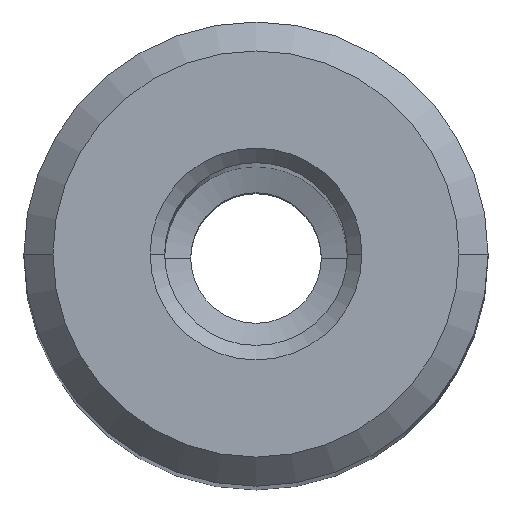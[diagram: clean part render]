
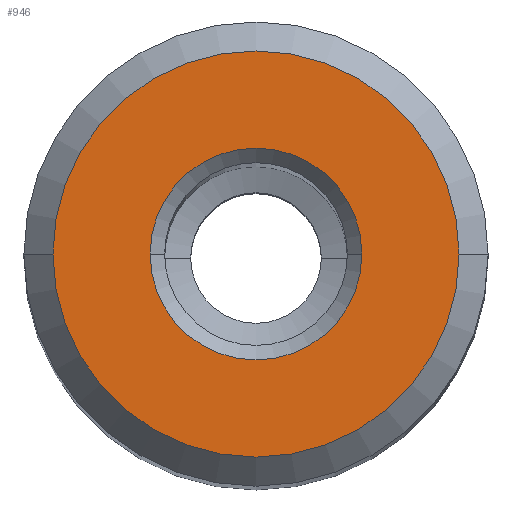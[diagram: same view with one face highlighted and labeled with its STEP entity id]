
A CAD part, top view. The second image highlights one B-rep face of the part: STEP entity #946.
In plain terms, the highlighted planar face has unit normal (0, 0, 1).
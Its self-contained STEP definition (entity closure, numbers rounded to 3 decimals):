
#474=EDGE_CURVE('NONE',#496,#992,#1169,.T.);
#496=VERTEX_POINT('NONE',#1194);
#540=VERTEX_POINT('NONE',#1242);
#578=VERTEX_POINT('NONE',#1284);
#650=EDGE_CURVE('NONE',#578,#540,#1365,.T.);
#722=EDGE_CURVE('NONE',#540,#578,#1443,.T.);
#864=EDGE_CURVE('NONE',#992,#496,#1607,.T.);
#946=ADVANCED_FACE('NONE',(#1699,#1700),#1701,.T.);
#992=VERTEX_POINT('NONE',#1752);
#1169=CIRCLE('',#2000,7.);
#1194=CARTESIAN_POINT('',(-7.,0.0,100.0));
#1242=CARTESIAN_POINT('',(-3.65,0.,100.0));
#1284=CARTESIAN_POINT('',(3.65,0.0,100.0));
#1365=CIRCLE('',#2363,3.65);
#1443=CIRCLE('',#2550,3.65);
#1607=CIRCLE('',#2775,7.);
#1699=FACE_OUTER_BOUND('',#2903,.T.);
#1700=FACE_BOUND('',#2904,.T.);
#1701=PLANE('',#2905);
#1752=CARTESIAN_POINT('',(7.,0.,100.0));
#2000=AXIS2_PLACEMENT_3D('',#3160,#3161,#3162);
#2363=AXIS2_PLACEMENT_3D('',#3390,#3391,#3392);
#2550=AXIS2_PLACEMENT_3D('',#3470,#3471,#3472);
#2775=AXIS2_PLACEMENT_3D('',#3682,#3683,#3684);
#2903=EDGE_LOOP('',(#3793,#3794));
#2904=EDGE_LOOP('',(#3795,#3796));
#2905=AXIS2_PLACEMENT_3D('',#3797,#3798,#3799);
#3160=CARTESIAN_POINT('',(0.0,0.0,100.0));
#3161=DIRECTION('',(0.0,0.0,1.0));
#3162=DIRECTION('',(1.0,0.0,0.0));
#3390=CARTESIAN_POINT('',(0.0,0.0,100.0));
#3391=DIRECTION('',(0.0,0.0,-1.0));
#3392=DIRECTION('',(1.0,0.0,0.0));
#3470=CARTESIAN_POINT('',(0.0,0.0,100.0));
#3471=DIRECTION('',(0.0,0.0,-1.0));
#3472=DIRECTION('',(1.0,0.0,0.0));
#3682=CARTESIAN_POINT('',(0.0,0.0,100.0));
#3683=DIRECTION('',(0.0,0.0,1.0));
#3684=DIRECTION('',(1.0,0.0,0.0));
#3793=ORIENTED_EDGE('',*,*,#474,.T.);
#3794=ORIENTED_EDGE('',*,*,#864,.T.);
#3795=ORIENTED_EDGE('',*,*,#650,.T.);
#3796=ORIENTED_EDGE('',*,*,#722,.T.);
#3797=CARTESIAN_POINT('',(0.0,8.,100.0));
#3798=DIRECTION('',(0.0,0.0,1.0));
#3799=DIRECTION('',(1.0,0.0,0.0));
